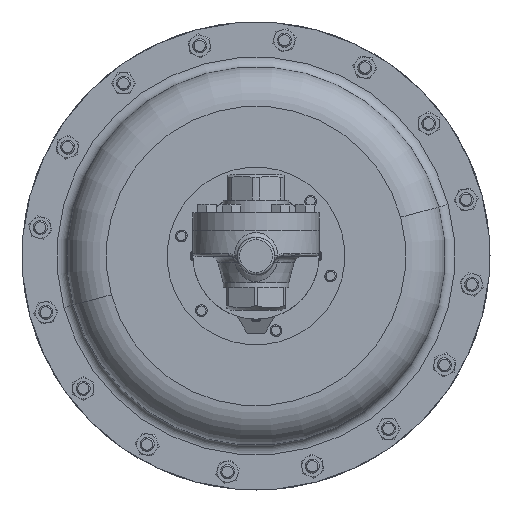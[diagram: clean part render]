
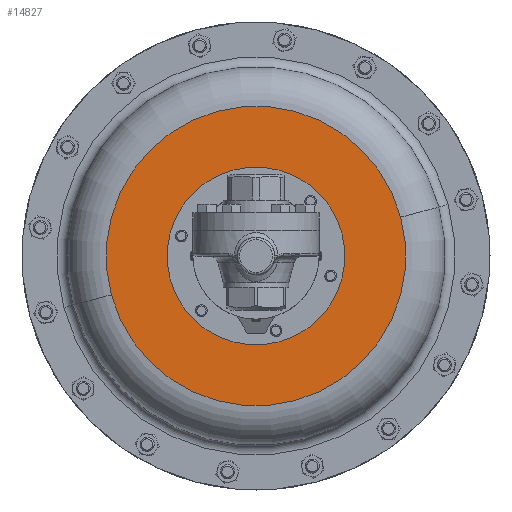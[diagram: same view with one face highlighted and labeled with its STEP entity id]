
A CAD part, front view. The second image highlights one B-rep face of the part: STEP entity #14827.
In plain terms, the highlighted planar face has unit normal (0, -1, 0).
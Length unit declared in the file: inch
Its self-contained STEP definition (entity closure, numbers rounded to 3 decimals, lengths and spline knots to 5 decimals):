
#887 = DIRECTION ( 'NONE',  ( 0., 1., 0. ) ) ;
#1352 = EDGE_LOOP ( 'NONE', ( #9452, #18066 ) ) ;
#2089 = VERTEX_POINT ( 'NONE', #18229 ) ;
#3171 = AXIS2_PLACEMENT_3D ( 'NONE', #21530, #8352, #23739 ) ;
#4127 = DIRECTION ( 'NONE',  ( 0., 1., 0. ) ) ;
#4186 = VERTEX_POINT ( 'NONE', #15921 ) ;
#4978 = FACE_OUTER_BOUND ( 'NONE', #1352, .T. ) ;
#6219 = DIRECTION ( 'NONE',  ( -0.966, 0., -0.259 ) ) ;
#6763 = ORIENTED_EDGE ( 'NONE', *, *, #7134, .T. ) ;
#7134 = EDGE_CURVE ( 'NONE', #12191, #4186, #11447, .T. ) ;
#7371 = CARTESIAN_POINT ( 'NONE',  ( 5.41241, 8.96145, 4.69001 ) ) ;
#8293 = EDGE_LOOP ( 'NONE', ( #6763, #27951 ) ) ;
#8352 = DIRECTION ( 'NONE',  ( 0., 1., 0. ) ) ;
#8475 = PLANE ( 'NONE',  #13435 ) ;
#9452 = ORIENTED_EDGE ( 'NONE', *, *, #18768, .F. ) ;
#9992 = CIRCLE ( 'NONE', #3171, 4. ) ;
#10032 = AXIS2_PLACEMENT_3D ( 'NONE', #17330, #4127, #19542 ) ;
#10354 = CARTESIAN_POINT ( 'NONE',  ( 1.54871, 8.96145, 3.65473 ) ) ;
#11447 = CIRCLE ( 'NONE', #14701, 2.375 ) ;
#12016 = DIRECTION ( 'NONE',  ( 0.707, 0., -0.707 ) ) ;
#12191 = VERTEX_POINT ( 'NONE', #23007 ) ;
#12541 = DIRECTION ( 'NONE',  ( 0.707, 0., -0.707 ) ) ;
#13435 = AXIS2_PLACEMENT_3D ( 'NONE', #26087, #21750, #6219 ) ;
#14701 = AXIS2_PLACEMENT_3D ( 'NONE', #20790, #887, #12016 ) ;
#14827 = ADVANCED_FACE ( 'NONE', ( #4978, #21885 ), #8475, .T. ) ;
#15921 = CARTESIAN_POINT ( 'NONE',  ( 3.22809, 8.96145, 1.97535 ) ) ;
#17330 = CARTESIAN_POINT ( 'NONE',  ( 1.54871, 8.96145, 3.65473 ) ) ;
#18066 = ORIENTED_EDGE ( 'NONE', *, *, #19120, .F. ) ;
#18229 = CARTESIAN_POINT ( 'NONE',  ( -2.31499, 8.96145, 2.61946 ) ) ;
#18768 = EDGE_CURVE ( 'NONE', #27213, #2089, #9992, .T. ) ;
#19120 = EDGE_CURVE ( 'NONE', #2089, #27213, #28307, .T. ) ;
#19542 = DIRECTION ( 'NONE',  ( 0.966, 0., 0.259 ) ) ;
#20790 = CARTESIAN_POINT ( 'NONE',  ( 1.54871, 8.96145, 3.65473 ) ) ;
#21466 = AXIS2_PLACEMENT_3D ( 'NONE', #10354, #25771, #12541 ) ;
#21530 = CARTESIAN_POINT ( 'NONE',  ( 1.54871, 8.96145, 3.65473 ) ) ;
#21750 = DIRECTION ( 'NONE',  ( 0., -1., 0. ) ) ;
#21885 = FACE_BOUND ( 'NONE', #8293, .T. ) ;
#23007 = CARTESIAN_POINT ( 'NONE',  ( -0.13067, 8.96145, 5.33411 ) ) ;
#23739 = DIRECTION ( 'NONE',  ( 0.966, 0., 0.259 ) ) ;
#23759 = EDGE_CURVE ( 'NONE', #4186, #12191, #27833, .T. ) ;
#25771 = DIRECTION ( 'NONE',  ( 0., 1., 0. ) ) ;
#26087 = CARTESIAN_POINT ( 'NONE',  ( 2.58398, 8.96145, -0.20897 ) ) ;
#27213 = VERTEX_POINT ( 'NONE', #7371 ) ;
#27833 = CIRCLE ( 'NONE', #21466, 2.375 ) ;
#27951 = ORIENTED_EDGE ( 'NONE', *, *, #23759, .T. ) ;
#28307 = CIRCLE ( 'NONE', #10032, 4. ) ;
